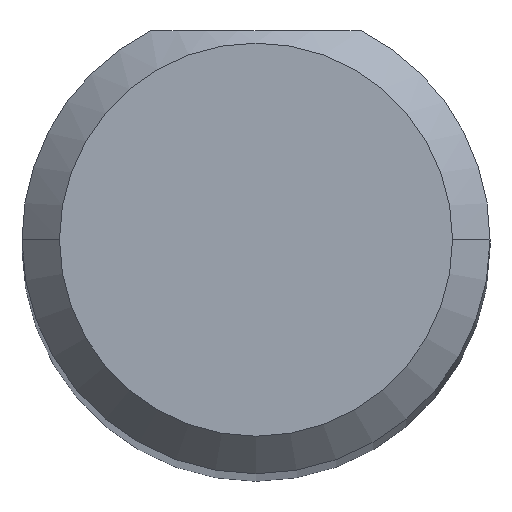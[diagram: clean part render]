
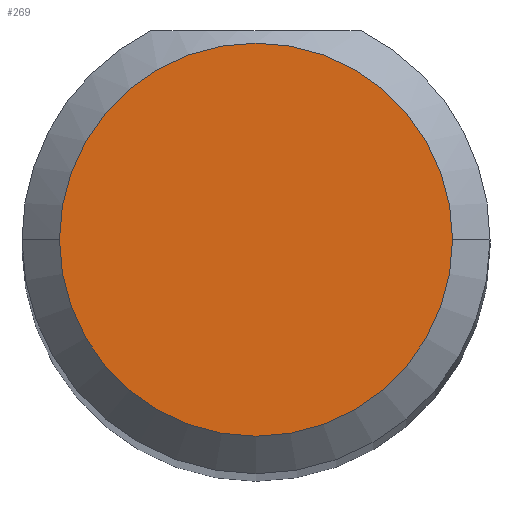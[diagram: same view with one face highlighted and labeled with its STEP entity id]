
A CAD part, top view. The second image highlights one B-rep face of the part: STEP entity #269.
In plain terms, the highlighted planar face has unit normal (0, 0, 1).
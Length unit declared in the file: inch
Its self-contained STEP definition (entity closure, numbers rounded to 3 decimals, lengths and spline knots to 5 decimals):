
#15 = CIRCLE ( 'NONE', #290, 0.07875 ) ;
#20 = ORIENTED_EDGE ( 'NONE', *, *, #543, .F. ) ;
#49 = VERTEX_POINT ( 'NONE', #544 ) ;
#68 = VERTEX_POINT ( 'NONE', #143 ) ;
#88 = DIRECTION ( 'NONE',  ( 0., 0., -1. ) ) ;
#93 = EDGE_CURVE ( 'NONE', #49, #68, #15, .T. ) ;
#143 = CARTESIAN_POINT ( 'NONE',  ( 0.45375, 0., 2. ) ) ;
#149 = DIRECTION ( 'NONE',  ( 0., 0., 1. ) ) ;
#183 = ORIENTED_EDGE ( 'NONE', *, *, #93, .F. ) ;
#189 = PLANE ( 'NONE',  #326 ) ;
#194 = CARTESIAN_POINT ( 'NONE',  ( 0.375, 0., 2. ) ) ;
#208 = FACE_OUTER_BOUND ( 'NONE', #390, .T. ) ;
#223 = CIRCLE ( 'NONE', #351, 0.07875 ) ;
#269 = ADVANCED_FACE ( 'NONE', ( #208 ), #189, .T. ) ;
#283 = DIRECTION ( 'NONE',  ( -1., 0., 0. ) ) ;
#290 = AXIS2_PLACEMENT_3D ( 'NONE', #194, #372, #283 ) ;
#304 = CARTESIAN_POINT ( 'NONE',  ( 0.375, 0., 2. ) ) ;
#326 = AXIS2_PLACEMENT_3D ( 'NONE', #380, #149, #384 ) ;
#332 = DIRECTION ( 'NONE',  ( -1., 0., 0. ) ) ;
#351 = AXIS2_PLACEMENT_3D ( 'NONE', #304, #88, #332 ) ;
#372 = DIRECTION ( 'NONE',  ( 0., 0., -1. ) ) ;
#380 = CARTESIAN_POINT ( 'NONE',  ( 0.375, 0., 2. ) ) ;
#384 = DIRECTION ( 'NONE',  ( -1., 0., 0. ) ) ;
#390 = EDGE_LOOP ( 'NONE', ( #20, #183 ) ) ;
#543 = EDGE_CURVE ( 'NONE', #68, #49, #223, .T. ) ;
#544 = CARTESIAN_POINT ( 'NONE',  ( 0.29625, 0., 2. ) ) ;
